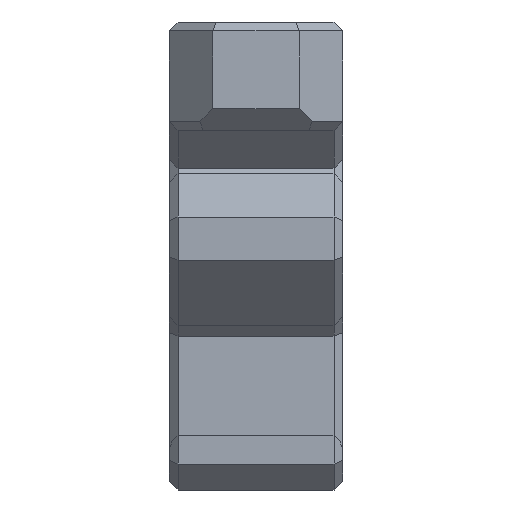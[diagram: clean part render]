
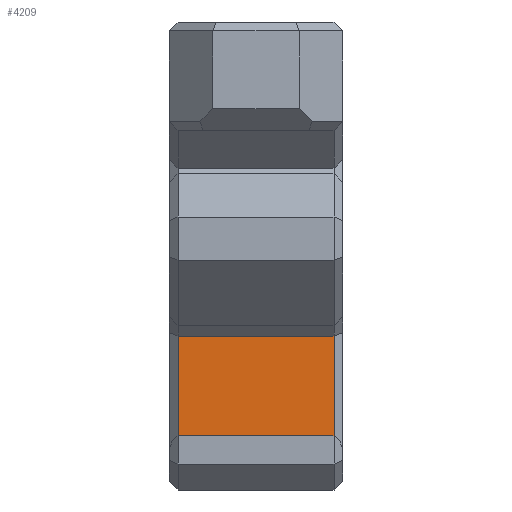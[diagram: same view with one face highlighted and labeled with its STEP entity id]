
A CAD part, front view. The second image highlights one B-rep face of the part: STEP entity #4209.
In plain terms, the highlighted planar face has unit normal (0, -1, 0).
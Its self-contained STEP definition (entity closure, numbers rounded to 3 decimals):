
#3753=CARTESIAN_POINT('',(-430.049,143.773,-270.126));
#3754=VERTEX_POINT('',#3753);
#3777=CARTESIAN_POINT('',(-430.049,143.773,-264.856));
#3778=VERTEX_POINT('',#3777);
#3785=CARTESIAN_POINT('',(-430.049,143.773,-264.856));
#3786=DIRECTION('',(0.,0.,-1.));
#3787=VECTOR('',#3786,5.27);
#3788=LINE('',#3785,#3787);
#3789=EDGE_CURVE('',#3778,#3754,#3788,.T.);
#4168=CARTESIAN_POINT('',(-437.249,143.773,-270.126));
#4169=VERTEX_POINT('',#4168);
#4170=CARTESIAN_POINT('',(-437.249,143.773,-270.126));
#4171=DIRECTION('',(1.,0.,0.));
#4172=VECTOR('',#4171,7.2);
#4173=LINE('',#4170,#4172);
#4174=EDGE_CURVE('',#4169,#3754,#4173,.T.);
#4186=CARTESIAN_POINT('',(-419.649,143.773,-254.856));
#4187=DIRECTION('',(0.,-1.,-0.));
#4188=DIRECTION('',(1.,0.,0.));
#4189=AXIS2_PLACEMENT_3D('',#4186,#4187,#4188);
#4190=PLANE('',#4189);
#4191=ORIENTED_EDGE('',*,*,#3789,.F.);
#4192=CARTESIAN_POINT('',(-437.249,143.773,-264.856));
#4193=VERTEX_POINT('',#4192);
#4194=CARTESIAN_POINT('',(-437.249,143.773,-264.856));
#4195=DIRECTION('',(1.,0.,0.));
#4196=VECTOR('',#4195,7.2);
#4197=LINE('',#4194,#4196);
#4198=EDGE_CURVE('',#4193,#3778,#4197,.T.);
#4199=ORIENTED_EDGE('',*,*,#4198,.F.);
#4200=CARTESIAN_POINT('',(-437.249,143.773,-270.126));
#4201=DIRECTION('',(-0.,-0.,1.));
#4202=VECTOR('',#4201,5.27);
#4203=LINE('',#4200,#4202);
#4204=EDGE_CURVE('',#4169,#4193,#4203,.T.);
#4205=ORIENTED_EDGE('',*,*,#4204,.F.);
#4206=ORIENTED_EDGE('',*,*,#4174,.T.);
#4207=EDGE_LOOP('',(#4191,#4199,#4205,#4206));
#4208=FACE_BOUND('',#4207,.T.);
#4209=ADVANCED_FACE('',(#4208),#4190,.T.);
